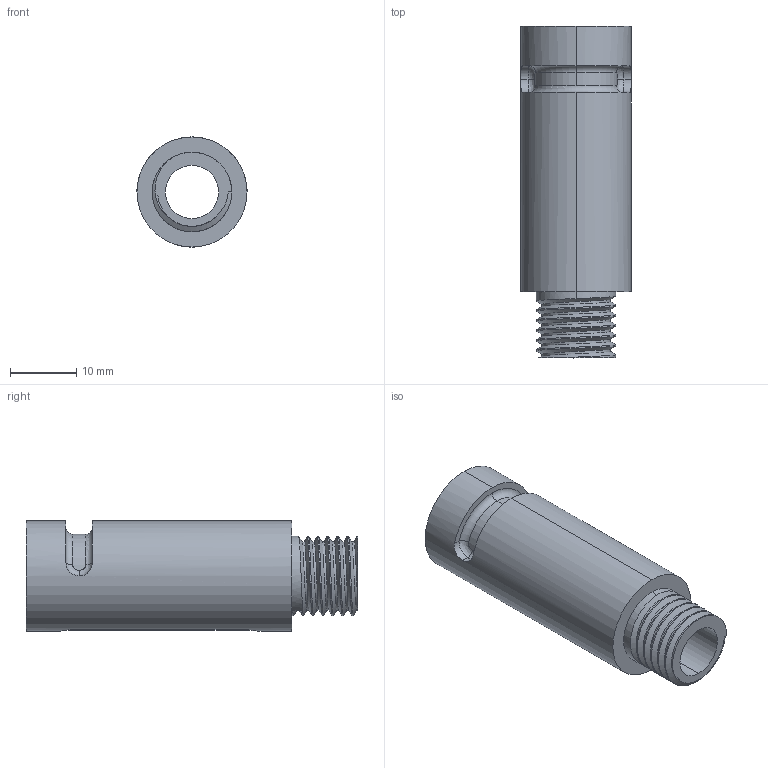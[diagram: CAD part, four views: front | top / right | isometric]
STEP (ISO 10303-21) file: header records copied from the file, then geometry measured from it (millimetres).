
FILE_DESCRIPTION (( 'STEP AP203' ), '1' );
FILE_NAME ('ConnecteurVisAINA.STEP', '2019-02-11T14:25:39', ( '' ), ( '' ), 'SwSTEP 2.0', 'SolidWorks 2016', '' );
FILE_SCHEMA (( 'CONFIG_CONTROL_DESIGN' ));
Length unit declared in the file: millimetre
Products named in the file (1): ConnecteurVisAINA
Bounding box: 16.6 x 50 x 16.6 mm (x, y, z)
Volume: 6216.2 mm3; surface area: 4719.5 mm2
Topology: 1 solids, 1 shells, 79 faces, 205 edges, 131 vertices
Faces by surface type: cylinder 47, plane 14, bspline 11, torus 7
Entity records: 5476 total; most frequent: CARTESIAN_POINT 3725, ORIENTED_EDGE 410, DIRECTION 292, EDGE_CURVE 205, VERTEX_POINT 131, AXIS2_PLACEMENT_3D 116, EDGE_LOOP 84, ADVANCED_FACE 79
